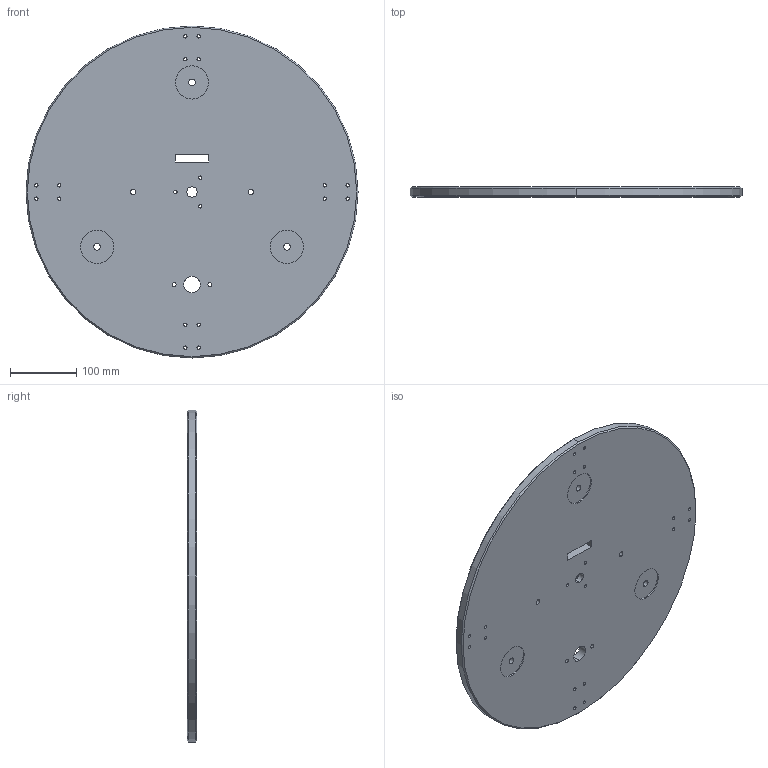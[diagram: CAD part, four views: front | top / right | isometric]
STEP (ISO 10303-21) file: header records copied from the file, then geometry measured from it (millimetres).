
FILE_DESCRIPTION (( 'STEP AP214' ), '1' );
FILE_NAME ('Base.STEP', '2025-01-25T20:37:33', ( '' ), ( '' ), 'SwSTEP 2.0', 'SolidWorks 2022', '' );
FILE_SCHEMA (( 'AUTOMOTIVE_DESIGN' ));
Length unit declared in the file: millimetre
Products named in the file (1): Base
Bounding box: 500 x 15 x 500 mm (x, y, z)
Volume: 2864629.4 mm3; surface area: 421770 mm2
Topology: 1 solids, 1 shells, 111 faces, 296 edges, 196 vertices
Faces by surface type: cylinder 68, plane 39, cone 4
Entity records: 3672 total; most frequent: DIRECTION 664, CARTESIAN_POINT 604, ORIENTED_EDGE 592, EDGE_CURVE 296, AXIS2_PLACEMENT_3D 256, VERTEX_POINT 196, EDGE_LOOP 178, VECTOR 152
